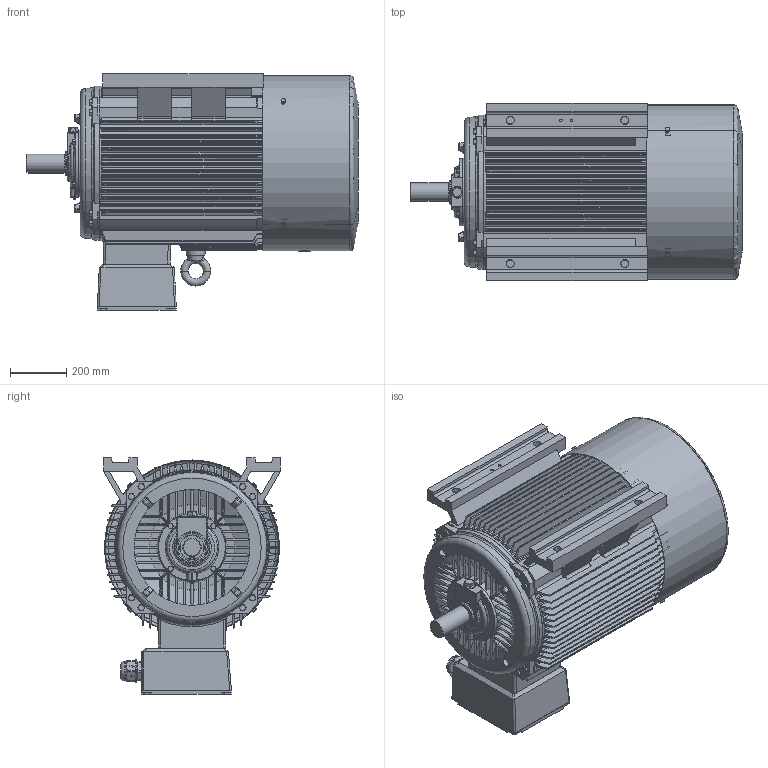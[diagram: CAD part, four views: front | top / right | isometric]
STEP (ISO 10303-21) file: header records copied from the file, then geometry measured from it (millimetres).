
FILE_DESCRIPTION(/* description */ (''),/* implementation_level */ '2;1');
FILE_NAME(/* name */ '',/* time_stamp */ '2013-02-23T08:15:07+08:00',/* author */ (''),/* organization */ (''),/* preprocessor_version */ 'ST-DEVELOPER v14',/* originating_system */ 'SIEMENS PLM Software NX 8.0',/* authorisation */ '');
FILE_SCHEMA (('AUTOMOTIVE_DESIGN { 1 0 10303 214 3 1 1 1 }'));
Products named in the file (1): jl069C4905ncq7
Bounding box: 1178.04 x 628 x 840.5 mm (x, y, z)
Volume: 59951590.5 mm3; surface area: 10650332.6 mm2
Topology: 47 solids, 47 shells, 5515 faces, 15129 edges, 9830 vertices
Faces by surface type: plane 3369, cylinder 1171, cone 583, torus 288, bspline 90, sphere 14
Full cylindrical faces by diameter (mm): 2 x2, 10 x4, 28 x2, 43.312 x2, 51.188 x4, 61.031 x12, 63 x4, 64 x1, 64.969 x12, 65 x1, 67.922 x2, 78 x1, 80 x1, 81.5 x2, 83 x2, 83.672 x2, 85 x5, 95 x3, 98 x1, 102 x1, 510.694 x2, 528 x2, 620 x1
Entity records: 190307 total; most frequent: CARTESIAN_POINT 52289, ORIENTED_EDGE 29832, DIRECTION 25622, EDGE_CURVE 14916, LINE 9764, VECTOR 9764, VERTEX_POINT 9748, AXIS2_PLACEMENT_3D 7929
